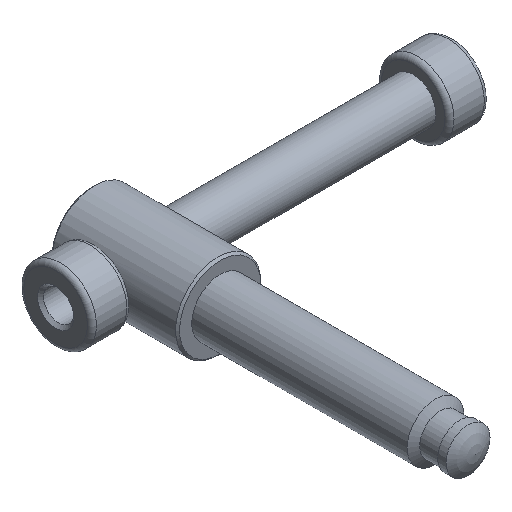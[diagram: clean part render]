
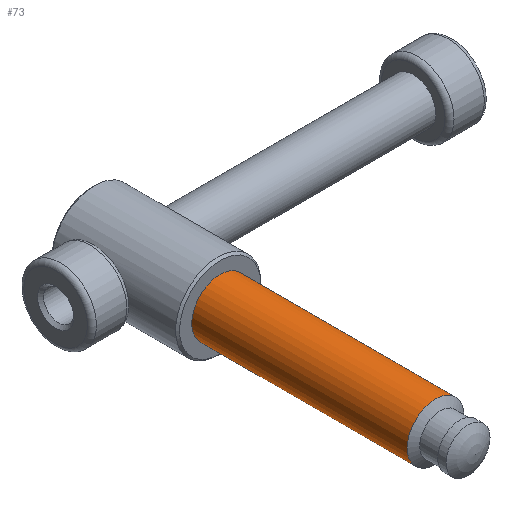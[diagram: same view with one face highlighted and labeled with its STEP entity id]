
A CAD part, isometric view. The second image highlights one B-rep face of the part: STEP entity #73.
In plain terms, the highlighted cylindrical face has radius 10 mm (diameter 20 mm), a full revolution.
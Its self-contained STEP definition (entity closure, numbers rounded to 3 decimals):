
#73 = ADVANCED_FACE( '', ( #166, #167 ), #168, .T. );
#166 = FACE_OUTER_BOUND( '', #288, .T. );
#167 = FACE_OUTER_BOUND( '', #289, .T. );
#168 = CYLINDRICAL_SURFACE( '', #290, 10. );
#288 = EDGE_LOOP( '', ( #424 ) );
#289 = EDGE_LOOP( '', ( #425 ) );
#290 = AXIS2_PLACEMENT_3D( '', #426, #427, #428 );
#424 = ORIENTED_EDGE( '', *, *, #561, .F. );
#425 = ORIENTED_EDGE( '', *, *, #553, .T. );
#426 = CARTESIAN_POINT( '', ( 0., 0., 0. ) );
#427 = DIRECTION( '', ( 0., 1., 0. ) );
#428 = DIRECTION( '', ( 0., 0., -1. ) );
#553 = EDGE_CURVE( '', #620, #620, #621, .T. );
#561 = EDGE_CURVE( '', #633, #633, #634, .T. );
#620 = VERTEX_POINT( '', #705 );
#621 = CIRCLE( '', #706, 10. );
#633 = VERTEX_POINT( '', #718 );
#634 = CIRCLE( '', #719, 10. );
#705 = CARTESIAN_POINT( '', ( 0., 90., -10. ) );
#706 = AXIS2_PLACEMENT_3D( '', #971, #972, #973 );
#718 = CARTESIAN_POINT( '', ( 0., 14., -10. ) );
#719 = AXIS2_PLACEMENT_3D( '', #986, #987, #988 );
#971 = CARTESIAN_POINT( '', ( 0., 90., 0. ) );
#972 = DIRECTION( '', ( 0., -1., 0. ) );
#973 = DIRECTION( '', ( 0., 0., -1. ) );
#986 = CARTESIAN_POINT( '', ( 0., 14., 0. ) );
#987 = DIRECTION( '', ( 0., -1., 0. ) );
#988 = DIRECTION( '', ( 0., 0., -1. ) );
